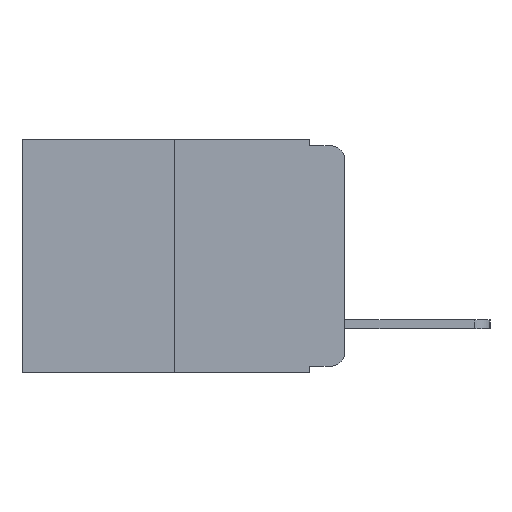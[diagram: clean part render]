
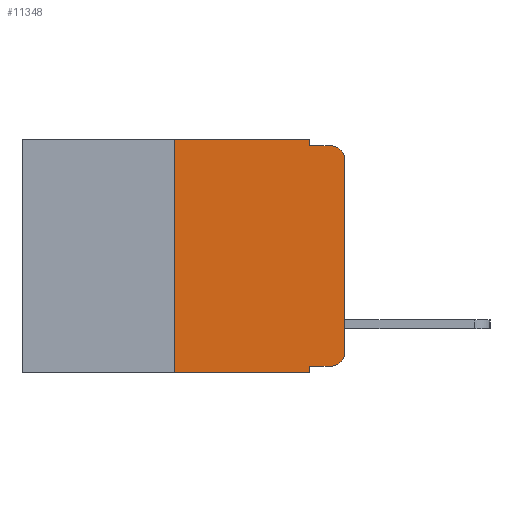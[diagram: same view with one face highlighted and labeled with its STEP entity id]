
A CAD part, left-side view. The second image highlights one B-rep face of the part: STEP entity #11348.
In plain terms, the highlighted planar face has unit normal (-1, 0, 0).
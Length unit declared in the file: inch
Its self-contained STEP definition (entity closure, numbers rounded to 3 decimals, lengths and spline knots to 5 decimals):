
#100 = AXIS2_PLACEMENT_3D ( 'NONE', #14360, #22329, #12475 ) ;
#350 = CIRCLE ( 'NONE', #100, 0.02 ) ;
#405 = LINE ( 'NONE', #12390, #5190 ) ;
#437 = VERTEX_POINT ( 'NONE', #3156 ) ;
#445 = ORIENTED_EDGE ( 'NONE', *, *, #3097, .T. ) ;
#483 = VERTEX_POINT ( 'NONE', #6954 ) ;
#610 = ORIENTED_EDGE ( 'NONE', *, *, #2964, .F. ) ;
#621 = ORIENTED_EDGE ( 'NONE', *, *, #2994, .F. ) ;
#741 = ORIENTED_EDGE ( 'NONE', *, *, #1615, .F. ) ;
#804 = CARTESIAN_POINT ( 'NONE',  ( 0., 0.051, -0.01 ) ) ;
#1205 = ORIENTED_EDGE ( 'NONE', *, *, #3036, .F. ) ;
#1234 = CARTESIAN_POINT ( 'NONE',  ( 0., 0.25, -0.343 ) ) ;
#1615 = EDGE_CURVE ( 'NONE', #437, #15888, #13954, .T. ) ;
#1997 = FACE_OUTER_BOUND ( 'NONE', #21921, .T. ) ;
#2037 = AXIS2_PLACEMENT_3D ( 'NONE', #16915, #20063, #6345 ) ;
#2345 = VECTOR ( 'NONE', #21046, 39.37008 ) ;
#2569 = EDGE_CURVE ( 'NONE', #3609, #13135, #405, .T. ) ;
#2686 = ORIENTED_EDGE ( 'NONE', *, *, #2569, .T. ) ;
#2929 = CARTESIAN_POINT ( 'NONE',  ( 0., 0.051, -0.343 ) ) ;
#2930 = EDGE_CURVE ( 'NONE', #18318, #14182, #10855, .T. ) ;
#2961 = EDGE_CURVE ( 'NONE', #14182, #8141, #5452, .T. ) ;
#2964 = EDGE_CURVE ( 'NONE', #16420, #8141, #9737, .T. ) ;
#2981 = LINE ( 'NONE', #11095, #2345 ) ;
#2994 = EDGE_CURVE ( 'NONE', #15888, #16420, #13838, .T. ) ;
#3036 = EDGE_CURVE ( 'NONE', #3609, #437, #16674, .T. ) ;
#3044 = EDGE_CURVE ( 'NONE', #22434, #13135, #2981, .T. ) ;
#3092 = EDGE_CURVE ( 'NONE', #22434, #483, #11114, .T. ) ;
#3097 = EDGE_CURVE ( 'NONE', #483, #18318, #350, .T. ) ;
#3156 = CARTESIAN_POINT ( 'NONE',  ( 0., 0.25, 0. ) ) ;
#3609 = VERTEX_POINT ( 'NONE', #1234 ) ;
#4050 = PLANE ( 'NONE',  #14488 ) ;
#4838 = VECTOR ( 'NONE', #10099, 39.37008 ) ;
#5190 = VECTOR ( 'NONE', #7857, 39.37008 ) ;
#5240 = CARTESIAN_POINT ( 'NONE',  ( 0., 0.473, 0. ) ) ;
#5452 = CIRCLE ( 'NONE', #2037, 0.02 ) ;
#6345 = DIRECTION ( 'NONE',  ( 0., 0., -1. ) ) ;
#6604 = VECTOR ( 'NONE', #8667, 39.37008 ) ;
#6954 = CARTESIAN_POINT ( 'NONE',  ( 0., 0.02, -0.333 ) ) ;
#7623 = CARTESIAN_POINT ( 'NONE',  ( 0., 0.051, -0.333 ) ) ;
#7726 = ORIENTED_EDGE ( 'NONE', *, *, #3044, .F. ) ;
#7841 = DIRECTION ( 'NONE',  ( 0., 0., -1. ) ) ;
#7857 = DIRECTION ( 'NONE',  ( 0., -1., 0. ) ) ;
#8141 = VERTEX_POINT ( 'NONE', #21560 ) ;
#8494 = ORIENTED_EDGE ( 'NONE', *, *, #2930, .T. ) ;
#8667 = DIRECTION ( 'NONE',  ( 0., 0., 1. ) ) ;
#9060 = CARTESIAN_POINT ( 'NONE',  ( 0., 0., -0.03 ) ) ;
#9483 = CARTESIAN_POINT ( 'NONE',  ( 0., 0.051, -0.333 ) ) ;
#9737 = LINE ( 'NONE', #804, #4838 ) ;
#10099 = DIRECTION ( 'NONE',  ( 0., -1., 0. ) ) ;
#10251 = CARTESIAN_POINT ( 'NONE',  ( 0., 0.051, 0. ) ) ;
#10294 = ORIENTED_EDGE ( 'NONE', *, *, #3092, .T. ) ;
#10575 = VECTOR ( 'NONE', #21114, 39.37008 ) ;
#10855 = LINE ( 'NONE', #20501, #6604 ) ;
#11095 = CARTESIAN_POINT ( 'NONE',  ( 0., 0.051, 0. ) ) ;
#11114 = LINE ( 'NONE', #7623, #10575 ) ;
#11348 = ADVANCED_FACE ( 'NONE', ( #1997 ), #4050, .F. ) ;
#12390 = CARTESIAN_POINT ( 'NONE',  ( 0., 0.473, -0.343 ) ) ;
#12475 = DIRECTION ( 'NONE',  ( 0., 0., -1. ) ) ;
#13135 = VERTEX_POINT ( 'NONE', #2929 ) ;
#13838 = LINE ( 'NONE', #15658, #14377 ) ;
#13954 = LINE ( 'NONE', #5240, #17291 ) ;
#14175 = DIRECTION ( 'NONE',  ( 0., -1., 0. ) ) ;
#14182 = VERTEX_POINT ( 'NONE', #9060 ) ;
#14360 = CARTESIAN_POINT ( 'NONE',  ( 0., 0.02, -0.313 ) ) ;
#14377 = VECTOR ( 'NONE', #22130, 39.37008 ) ;
#14488 = AXIS2_PLACEMENT_3D ( 'NONE', #14830, #18121, #7841 ) ;
#14584 = CARTESIAN_POINT ( 'NONE',  ( 0., 0.25, 0. ) ) ;
#14830 = CARTESIAN_POINT ( 'NONE',  ( 0., 0.473, 0. ) ) ;
#15658 = CARTESIAN_POINT ( 'NONE',  ( 0., 0.051, 0. ) ) ;
#15888 = VERTEX_POINT ( 'NONE', #10251 ) ;
#16420 = VERTEX_POINT ( 'NONE', #20888 ) ;
#16674 = LINE ( 'NONE', #14584, #20993 ) ;
#16915 = CARTESIAN_POINT ( 'NONE',  ( 0., 0.02, -0.03 ) ) ;
#17018 = CARTESIAN_POINT ( 'NONE',  ( 0., 0., -0.313 ) ) ;
#17291 = VECTOR ( 'NONE', #14175, 39.37008 ) ;
#17645 = ORIENTED_EDGE ( 'NONE', *, *, #2961, .T. ) ;
#18121 = DIRECTION ( 'NONE',  ( 1., 0., 0. ) ) ;
#18318 = VERTEX_POINT ( 'NONE', #17018 ) ;
#20063 = DIRECTION ( 'NONE',  ( -1., 0., 0. ) ) ;
#20501 = CARTESIAN_POINT ( 'NONE',  ( 0., 0., 0. ) ) ;
#20888 = CARTESIAN_POINT ( 'NONE',  ( 0., 0.051, -0.01 ) ) ;
#20993 = VECTOR ( 'NONE', #22676, 39.37008 ) ;
#21046 = DIRECTION ( 'NONE',  ( 0., 0., -1. ) ) ;
#21114 = DIRECTION ( 'NONE',  ( 0., -1., 0. ) ) ;
#21560 = CARTESIAN_POINT ( 'NONE',  ( 0., 0.02, -0.01 ) ) ;
#21921 = EDGE_LOOP ( 'NONE', ( #8494, #17645, #610, #621, #741, #1205, #2686, #7726, #10294, #445 ) ) ;
#22130 = DIRECTION ( 'NONE',  ( 0., 0., -1. ) ) ;
#22329 = DIRECTION ( 'NONE',  ( -1., 0., 0. ) ) ;
#22434 = VERTEX_POINT ( 'NONE', #9483 ) ;
#22676 = DIRECTION ( 'NONE',  ( 0., 0., 1. ) ) ;
